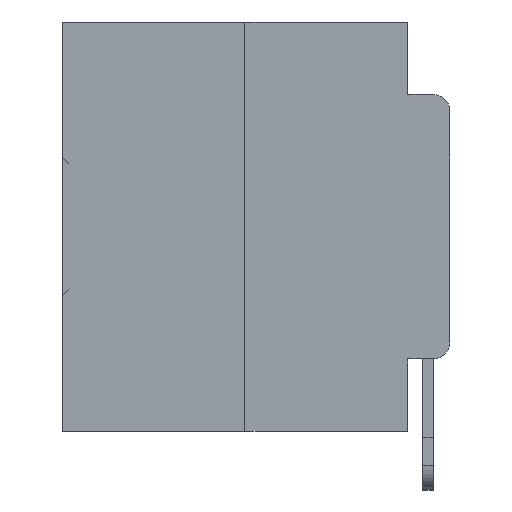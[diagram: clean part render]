
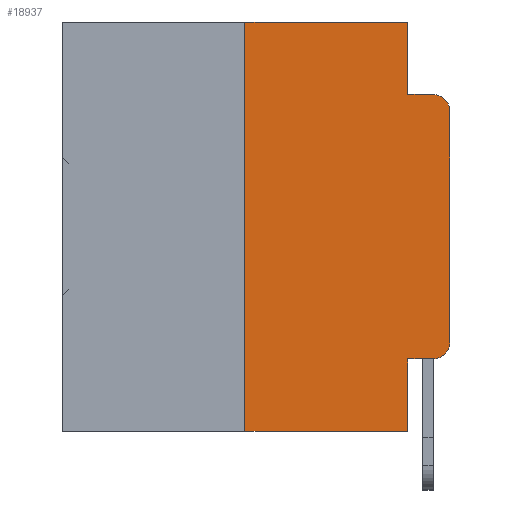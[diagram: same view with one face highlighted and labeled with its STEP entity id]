
A CAD part, left-side view. The second image highlights one B-rep face of the part: STEP entity #18937.
In plain terms, the highlighted planar face has unit normal (-1, 0, 0).
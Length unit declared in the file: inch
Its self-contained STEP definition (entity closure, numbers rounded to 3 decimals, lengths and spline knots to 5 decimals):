
#3 = CARTESIAN_POINT ( 'NONE',  ( 0., 0.051, -0.0885 ) ) ;
#1302 = DIRECTION ( 'NONE',  ( -1., 0., 0. ) ) ;
#2446 = EDGE_CURVE ( 'NONE', #6872, #30671, #5357, .T. ) ;
#2631 = VERTEX_POINT ( 'NONE', #11626 ) ;
#2634 = LINE ( 'NONE', #23097, #9360 ) ;
#2898 = AXIS2_PLACEMENT_3D ( 'NONE', #7912, #27680, #10766 ) ;
#3218 = DIRECTION ( 'NONE',  ( 0., -1., 0. ) ) ;
#3626 = CARTESIAN_POINT ( 'NONE',  ( 0., 0.02, -0.0885 ) ) ;
#5186 = ORIENTED_EDGE ( 'NONE', *, *, #32217, .F. ) ;
#5357 = LINE ( 'NONE', #13669, #13863 ) ;
#5930 = LINE ( 'NONE', #32590, #34890 ) ;
#5971 = LINE ( 'NONE', #33869, #13558 ) ;
#6403 = CARTESIAN_POINT ( 'NONE',  ( 0., 0.02, -0.4115 ) ) ;
#6872 = VERTEX_POINT ( 'NONE', #22244 ) ;
#7397 = VECTOR ( 'NONE', #9515, 39.37008 ) ;
#7912 = CARTESIAN_POINT ( 'NONE',  ( 0., 0.02, -0.3915 ) ) ;
#7968 = ORIENTED_EDGE ( 'NONE', *, *, #17997, .T. ) ;
#8872 = DIRECTION ( 'NONE',  ( 1., 0., 0. ) ) ;
#9360 = VECTOR ( 'NONE', #3218, 39.37008 ) ;
#9515 = DIRECTION ( 'NONE',  ( 0., 0., 1. ) ) ;
#10047 = CARTESIAN_POINT ( 'NONE',  ( 0., 0.25, 0. ) ) ;
#10153 = DIRECTION ( 'NONE',  ( 0., -1., 0. ) ) ;
#10383 = VERTEX_POINT ( 'NONE', #6403 ) ;
#10766 = DIRECTION ( 'NONE',  ( 0., 0., -1. ) ) ;
#11626 = CARTESIAN_POINT ( 'NONE',  ( 0., 0.051, -0.5 ) ) ;
#13036 = VERTEX_POINT ( 'NONE', #21119 ) ;
#13558 = VECTOR ( 'NONE', #28482, 39.37008 ) ;
#13669 = CARTESIAN_POINT ( 'NONE',  ( 0., 0.051, 0. ) ) ;
#13861 = EDGE_LOOP ( 'NONE', ( #22689, #22929, #25622, #27642, #25949, #5186, #33348, #26082, #7968, #31762 ) ) ;
#13863 = VECTOR ( 'NONE', #33182, 39.37008 ) ;
#15256 = CARTESIAN_POINT ( 'NONE',  ( 0., 0., 0. ) ) ;
#15662 = EDGE_CURVE ( 'NONE', #30671, #29032, #5971, .T. ) ;
#16126 = CARTESIAN_POINT ( 'NONE',  ( 0., 0.051, 0. ) ) ;
#16405 = FACE_OUTER_BOUND ( 'NONE', #13861, .T. ) ;
#17847 = EDGE_CURVE ( 'NONE', #13036, #6872, #2634, .T. ) ;
#17997 = EDGE_CURVE ( 'NONE', #33232, #10383, #33046, .T. ) ;
#18048 = EDGE_CURVE ( 'NONE', #21403, #29032, #31296, .T. ) ;
#18251 = VECTOR ( 'NONE', #26536, 39.37008 ) ;
#18423 = CARTESIAN_POINT ( 'NONE',  ( 0., 0.02, -0.1085 ) ) ;
#18539 = VERTEX_POINT ( 'NONE', #29340 ) ;
#18691 = EDGE_CURVE ( 'NONE', #10383, #18539, #31698, .T. ) ;
#18937 = ADVANCED_FACE ( 'NONE', ( #16405 ), #23002, .F. ) ;
#20167 = CARTESIAN_POINT ( 'NONE',  ( 0., 0.473, 0. ) ) ;
#21119 = CARTESIAN_POINT ( 'NONE',  ( 0., 0.25, 0. ) ) ;
#21225 = DIRECTION ( 'NONE',  ( 0., 0., -1. ) ) ;
#21403 = VERTEX_POINT ( 'NONE', #23226 ) ;
#22244 = CARTESIAN_POINT ( 'NONE',  ( 0., 0.051, 0. ) ) ;
#22689 = ORIENTED_EDGE ( 'NONE', *, *, #33430, .T. ) ;
#22929 = ORIENTED_EDGE ( 'NONE', *, *, #18048, .T. ) ;
#23002 = PLANE ( 'NONE',  #31263 ) ;
#23097 = CARTESIAN_POINT ( 'NONE',  ( 0., 0.473, 0. ) ) ;
#23226 = CARTESIAN_POINT ( 'NONE',  ( 0., 0., -0.1085 ) ) ;
#25622 = ORIENTED_EDGE ( 'NONE', *, *, #15662, .F. ) ;
#25949 = ORIENTED_EDGE ( 'NONE', *, *, #17847, .F. ) ;
#26082 = ORIENTED_EDGE ( 'NONE', *, *, #31060, .F. ) ;
#26536 = DIRECTION ( 'NONE',  ( 0., -1., 0. ) ) ;
#26764 = CARTESIAN_POINT ( 'NONE',  ( 0., 0.25, -0.5 ) ) ;
#26988 = DIRECTION ( 'NONE',  ( 0., 0., 1. ) ) ;
#27315 = DIRECTION ( 'NONE',  ( 0., 0., -1. ) ) ;
#27642 = ORIENTED_EDGE ( 'NONE', *, *, #2446, .F. ) ;
#27680 = DIRECTION ( 'NONE',  ( -1., 0., 0. ) ) ;
#28039 = VERTEX_POINT ( 'NONE', #26764 ) ;
#28166 = CARTESIAN_POINT ( 'NONE',  ( 0., 0.051, -0.4115 ) ) ;
#28482 = DIRECTION ( 'NONE',  ( 0., -1., 0. ) ) ;
#28606 = DIRECTION ( 'NONE',  ( 0., 0., -1. ) ) ;
#28623 = EDGE_CURVE ( 'NONE', #28039, #2631, #5930, .T. ) ;
#28994 = LINE ( 'NONE', #15256, #7397 ) ;
#29032 = VERTEX_POINT ( 'NONE', #3626 ) ;
#29068 = LINE ( 'NONE', #10047, #35527 ) ;
#29286 = CARTESIAN_POINT ( 'NONE',  ( 0., 0.051, -0.4115 ) ) ;
#29340 = CARTESIAN_POINT ( 'NONE',  ( 0., 0., -0.3915 ) ) ;
#30671 = VERTEX_POINT ( 'NONE', #3 ) ;
#31060 = EDGE_CURVE ( 'NONE', #33232, #2631, #31286, .T. ) ;
#31263 = AXIS2_PLACEMENT_3D ( 'NONE', #20167, #8872, #28606 ) ;
#31286 = LINE ( 'NONE', #16126, #32165 ) ;
#31296 = CIRCLE ( 'NONE', #35182, 0.02 ) ;
#31698 = CIRCLE ( 'NONE', #2898, 0.02 ) ;
#31762 = ORIENTED_EDGE ( 'NONE', *, *, #18691, .T. ) ;
#32165 = VECTOR ( 'NONE', #27315, 39.37008 ) ;
#32217 = EDGE_CURVE ( 'NONE', #28039, #13036, #29068, .T. ) ;
#32590 = CARTESIAN_POINT ( 'NONE',  ( 0., 0.473, -0.5 ) ) ;
#33046 = LINE ( 'NONE', #29286, #18251 ) ;
#33182 = DIRECTION ( 'NONE',  ( 0., 0., -1. ) ) ;
#33232 = VERTEX_POINT ( 'NONE', #28166 ) ;
#33348 = ORIENTED_EDGE ( 'NONE', *, *, #28623, .T. ) ;
#33430 = EDGE_CURVE ( 'NONE', #18539, #21403, #28994, .T. ) ;
#33869 = CARTESIAN_POINT ( 'NONE',  ( 0., 0.051, -0.0885 ) ) ;
#34890 = VECTOR ( 'NONE', #10153, 39.37008 ) ;
#35182 = AXIS2_PLACEMENT_3D ( 'NONE', #18423, #1302, #21225 ) ;
#35527 = VECTOR ( 'NONE', #26988, 39.37008 ) ;
